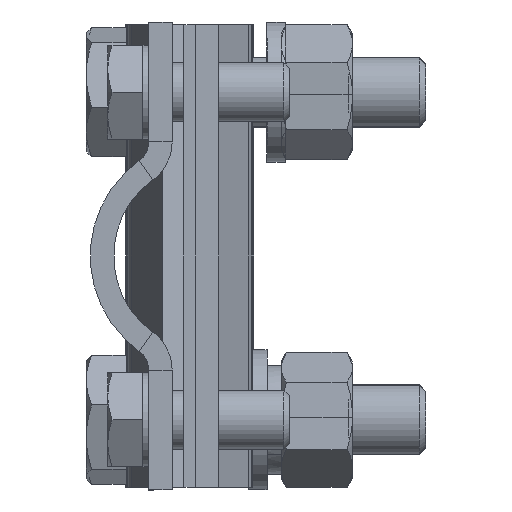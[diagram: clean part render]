
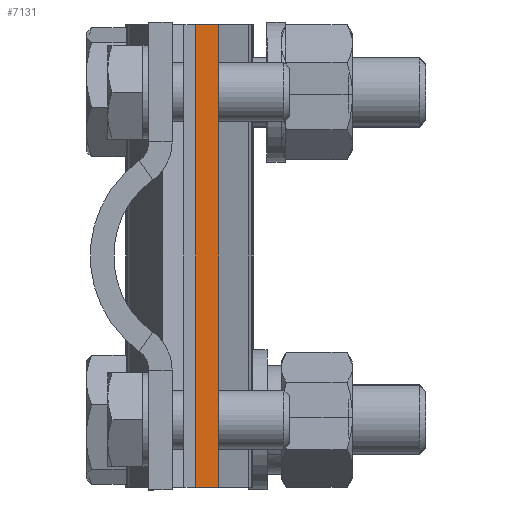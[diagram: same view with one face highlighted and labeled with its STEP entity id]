
A CAD part, left-side view. The second image highlights one B-rep face of the part: STEP entity #7131.
In plain terms, the highlighted face is planar.
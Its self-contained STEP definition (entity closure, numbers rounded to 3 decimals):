
#259 = LINE ( 'NONE', #1673, #4240 ) ;
#723 = ORIENTED_EDGE ( 'NONE', *, *, #9060, .F. ) ;
#1312 = PLANE ( 'NONE',  #3234 ) ;
#1360 = FACE_OUTER_BOUND ( 'NONE', #6531, .T. ) ;
#1673 = CARTESIAN_POINT ( 'NONE',  ( 0., 0., 16. ) ) ;
#1746 = LINE ( 'NONE', #7376, #5257 ) ;
#1881 = ORIENTED_EDGE ( 'NONE', *, *, #10080, .F. ) ;
#1966 = DIRECTION ( 'NONE',  ( 0., -1., 0. ) ) ;
#2089 = CARTESIAN_POINT ( 'NONE',  ( 0., 2., 16. ) ) ;
#2161 = ORIENTED_EDGE ( 'NONE', *, *, #3167, .T. ) ;
#2226 = VERTEX_POINT ( 'NONE', #5931 ) ;
#2490 = VERTEX_POINT ( 'NONE', #4739 ) ;
#3167 = EDGE_CURVE ( 'NONE', #9690, #2490, #5895, .T. ) ;
#3234 = AXIS2_PLACEMENT_3D ( 'NONE', #2089, #4353, #7506 ) ;
#3441 = DIRECTION ( 'NONE',  ( 1., 0., 0. ) ) ;
#3464 = CARTESIAN_POINT ( 'NONE',  ( 0., 2., 16. ) ) ;
#3739 = LINE ( 'NONE', #6107, #4355 ) ;
#4240 = VECTOR ( 'NONE', #3441, 1000. ) ;
#4353 = DIRECTION ( 'NONE',  ( 0., 0., -1. ) ) ;
#4355 = VECTOR ( 'NONE', #10018, 1000. ) ;
#4739 = CARTESIAN_POINT ( 'NONE',  ( 0., 0., 16. ) ) ;
#5257 = VECTOR ( 'NONE', #8756, 1000. ) ;
#5895 = LINE ( 'NONE', #9025, #6287 ) ;
#5931 = CARTESIAN_POINT ( 'NONE',  ( 39.5, 0., 16. ) ) ;
#5974 = ORIENTED_EDGE ( 'NONE', *, *, #6015, .T. ) ;
#6015 = EDGE_CURVE ( 'NONE', #2490, #2226, #259, .T. ) ;
#6107 = CARTESIAN_POINT ( 'NONE',  ( 0., 2., 16. ) ) ;
#6287 = VECTOR ( 'NONE', #1966, 1000. ) ;
#6531 = EDGE_LOOP ( 'NONE', ( #5974, #723, #1881, #2161 ) ) ;
#7131 = ADVANCED_FACE ( 'NONE', ( #1360 ), #1312, .F. ) ;
#7376 = CARTESIAN_POINT ( 'NONE',  ( 39.5, 2., 16. ) ) ;
#7506 = DIRECTION ( 'NONE',  ( -1., 0., 0. ) ) ;
#8756 = DIRECTION ( 'NONE',  ( 0., -1., 0. ) ) ;
#8773 = VERTEX_POINT ( 'NONE', #9031 ) ;
#9025 = CARTESIAN_POINT ( 'NONE',  ( 0., 2., 16. ) ) ;
#9031 = CARTESIAN_POINT ( 'NONE',  ( 39.5, 2., 16. ) ) ;
#9060 = EDGE_CURVE ( 'NONE', #8773, #2226, #1746, .T. ) ;
#9690 = VERTEX_POINT ( 'NONE', #3464 ) ;
#10018 = DIRECTION ( 'NONE',  ( 1., 0., 0. ) ) ;
#10080 = EDGE_CURVE ( 'NONE', #9690, #8773, #3739, .T. ) ;
